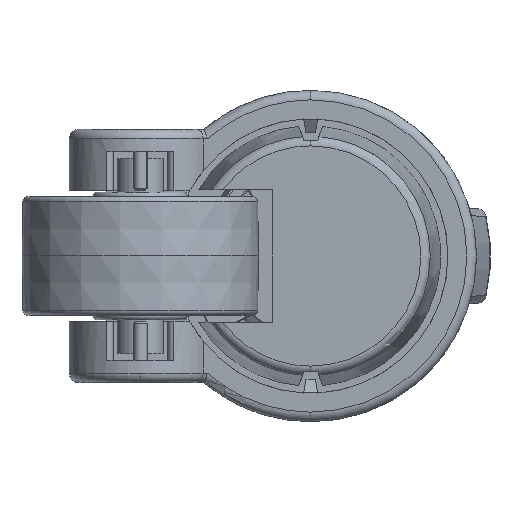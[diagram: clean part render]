
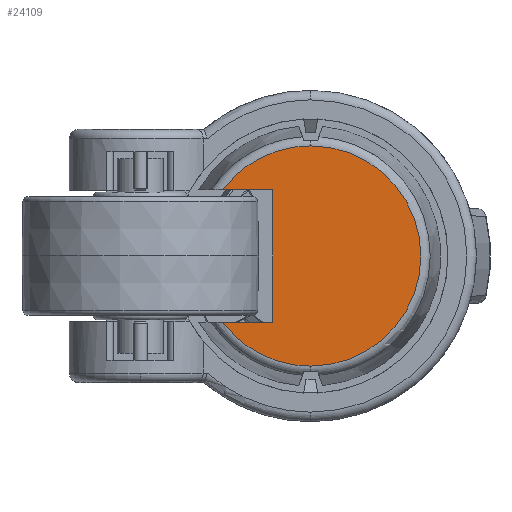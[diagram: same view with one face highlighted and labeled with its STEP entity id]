
A CAD part, front view. The second image highlights one B-rep face of the part: STEP entity #24109.
In plain terms, the highlighted planar face has unit normal (0, -1, 0).
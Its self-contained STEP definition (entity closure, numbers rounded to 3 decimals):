
#1126 = AXIS2_PLACEMENT_3D ( 'NONE', #1755, #18878, #13029 ) ;
#1332 = EDGE_CURVE ( 'NONE', #31285, #5712, #10526, .T. ) ;
#1755 = CARTESIAN_POINT ( 'NONE',  ( 0., 12.4, 0. ) ) ;
#2513 = DIRECTION ( 'NONE',  ( 0., -1., 0. ) ) ;
#3346 = AXIS2_PLACEMENT_3D ( 'NONE', #28318, #2513, #13982 ) ;
#3480 = ORIENTED_EDGE ( 'NONE', *, *, #1332, .T. ) ;
#4258 = CARTESIAN_POINT ( 'NONE',  ( 0., 12.4, 0. ) ) ;
#5696 = VECTOR ( 'NONE', #22075, 1000. ) ;
#5712 = VERTEX_POINT ( 'NONE', #22610 ) ;
#6546 = VERTEX_POINT ( 'NONE', #27538 ) ;
#7044 = VECTOR ( 'NONE', #36435, 1000. ) ;
#9036 = EDGE_CURVE ( 'NONE', #33929, #31285, #27603, .T. ) ;
#9290 = DIRECTION ( 'NONE',  ( 0., 0., -1. ) ) ;
#9351 = CARTESIAN_POINT ( 'NONE',  ( -18.594, 12.4, 14. ) ) ;
#10390 = DIRECTION ( 'NONE',  ( 0., 0., -1. ) ) ;
#10525 = CARTESIAN_POINT ( 'NONE',  ( -8., 12.4, 14. ) ) ;
#10526 = CIRCLE ( 'NONE', #22575, 23.275 ) ;
#13029 = DIRECTION ( 'NONE',  ( 0., 0., -1. ) ) ;
#13257 = DIRECTION ( 'NONE',  ( 0., 0., -1. ) ) ;
#13920 = EDGE_CURVE ( 'NONE', #5712, #33129, #17119, .T. ) ;
#13982 = DIRECTION ( 'NONE',  ( 0., 0., -1. ) ) ;
#15421 = ORIENTED_EDGE ( 'NONE', *, *, #33082, .F. ) ;
#15508 = ORIENTED_EDGE ( 'NONE', *, *, #23684, .T. ) ;
#16223 = CARTESIAN_POINT ( 'NONE',  ( 0., 12.4, 14. ) ) ;
#17119 = CIRCLE ( 'NONE', #20723, 23.275 ) ;
#18681 = LINE ( 'NONE', #16223, #5696 ) ;
#18878 = DIRECTION ( 'NONE',  ( 0., -1., 0. ) ) ;
#20566 = EDGE_LOOP ( 'NONE', ( #15508, #36922, #15421, #30325, #3480, #26444 ) ) ;
#20592 = CARTESIAN_POINT ( 'NONE',  ( 0., 12.4, 0. ) ) ;
#20723 = AXIS2_PLACEMENT_3D ( 'NONE', #20592, #23619, #9290 ) ;
#22075 = DIRECTION ( 'NONE',  ( 1., 0., 0. ) ) ;
#22476 = LINE ( 'NONE', #24924, #7044 ) ;
#22575 = AXIS2_PLACEMENT_3D ( 'NONE', #4258, #36476, #13257 ) ;
#22610 = CARTESIAN_POINT ( 'NONE',  ( 0., 12.4, 23.275 ) ) ;
#23619 = DIRECTION ( 'NONE',  ( 0., -1., 0. ) ) ;
#23684 = EDGE_CURVE ( 'NONE', #33129, #31291, #18681, .T. ) ;
#24109 = ADVANCED_FACE ( 'NONE', ( #29060 ), #31167, .T. ) ;
#24924 = CARTESIAN_POINT ( 'NONE',  ( 0., 12.4, -14. ) ) ;
#24925 = EDGE_CURVE ( 'NONE', #31291, #6546, #28133, .T. ) ;
#26444 = ORIENTED_EDGE ( 'NONE', *, *, #13920, .T. ) ;
#27538 = CARTESIAN_POINT ( 'NONE',  ( -8., 12.4, -14. ) ) ;
#27603 = CIRCLE ( 'NONE', #1126, 23.275 ) ;
#27770 = CARTESIAN_POINT ( 'NONE',  ( -8., 12.4, 0. ) ) ;
#28133 = LINE ( 'NONE', #27770, #36455 ) ;
#28318 = CARTESIAN_POINT ( 'NONE',  ( 0., 12.4, 0. ) ) ;
#28815 = CARTESIAN_POINT ( 'NONE',  ( -18.594, 12.4, -14. ) ) ;
#29060 = FACE_OUTER_BOUND ( 'NONE', #20566, .T. ) ;
#30325 = ORIENTED_EDGE ( 'NONE', *, *, #9036, .T. ) ;
#30699 = CARTESIAN_POINT ( 'NONE',  ( 0., 12.4, -23.275 ) ) ;
#31167 = PLANE ( 'NONE',  #3346 ) ;
#31285 = VERTEX_POINT ( 'NONE', #30699 ) ;
#31291 = VERTEX_POINT ( 'NONE', #10525 ) ;
#33082 = EDGE_CURVE ( 'NONE', #33929, #6546, #22476, .T. ) ;
#33129 = VERTEX_POINT ( 'NONE', #9351 ) ;
#33929 = VERTEX_POINT ( 'NONE', #28815 ) ;
#36435 = DIRECTION ( 'NONE',  ( 1., 0., 0. ) ) ;
#36455 = VECTOR ( 'NONE', #10390, 1000. ) ;
#36476 = DIRECTION ( 'NONE',  ( 0., -1., 0. ) ) ;
#36922 = ORIENTED_EDGE ( 'NONE', *, *, #24925, .T. ) ;
